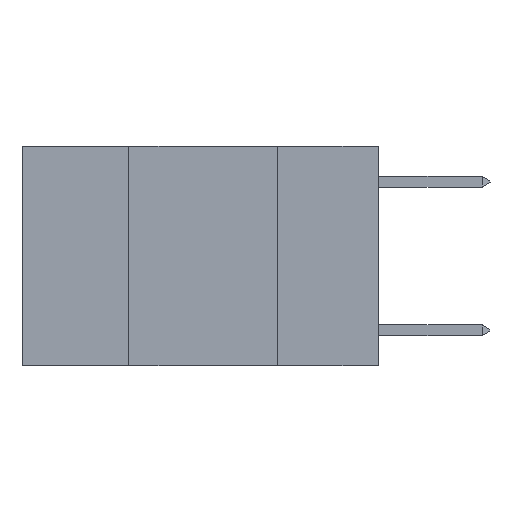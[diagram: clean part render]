
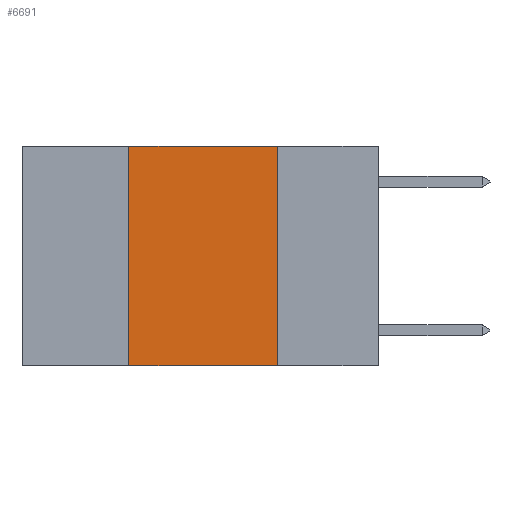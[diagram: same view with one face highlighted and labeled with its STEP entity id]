
A CAD part, left-side view. The second image highlights one B-rep face of the part: STEP entity #6691.
In plain terms, the highlighted planar face has unit normal (-1, 0, 0).
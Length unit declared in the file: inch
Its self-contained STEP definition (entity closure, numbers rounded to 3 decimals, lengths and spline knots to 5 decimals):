
#486 = DIRECTION ( 'NONE',  ( 0., 0., 1. ) ) ;
#783 = ORIENTED_EDGE ( 'NONE', *, *, #2329, .T. ) ;
#2284 = VERTEX_POINT ( 'NONE', #19018 ) ;
#2329 = EDGE_CURVE ( 'NONE', #2896, #15160, #14956, .T. ) ;
#2756 = CARTESIAN_POINT ( 'NONE',  ( 0., 0.6, 0. ) ) ;
#2896 = VERTEX_POINT ( 'NONE', #13644 ) ;
#3297 = DIRECTION ( 'NONE',  ( 1., 0., 0. ) ) ;
#3692 = LINE ( 'NONE', #18477, #6652 ) ;
#3771 = EDGE_LOOP ( 'NONE', ( #4240, #11709, #4762, #783 ) ) ;
#3819 = EDGE_CURVE ( 'NONE', #2896, #2284, #13592, .T. ) ;
#4240 = ORIENTED_EDGE ( 'NONE', *, *, #10051, .F. ) ;
#4762 = ORIENTED_EDGE ( 'NONE', *, *, #3819, .F. ) ;
#4915 = DIRECTION ( 'NONE',  ( 0., 0., -1. ) ) ;
#6330 = VECTOR ( 'NONE', #11689, 39.37008 ) ;
#6652 = VECTOR ( 'NONE', #4915, 39.37008 ) ;
#6691 = ADVANCED_FACE ( 'NONE', ( #18264 ), #10854, .F. ) ;
#7788 = CARTESIAN_POINT ( 'NONE',  ( 0., 0.6, 0. ) ) ;
#8641 = DIRECTION ( 'NONE',  ( 0., -1., 0. ) ) ;
#8783 = EDGE_CURVE ( 'NONE', #2284, #16811, #8929, .T. ) ;
#8808 = VECTOR ( 'NONE', #486, 39.37008 ) ;
#8929 = LINE ( 'NONE', #2756, #6330 ) ;
#10051 = EDGE_CURVE ( 'NONE', #16811, #15160, #3692, .T. ) ;
#10651 = DIRECTION ( 'NONE',  ( 0., 0., -1. ) ) ;
#10667 = CARTESIAN_POINT ( 'NONE',  ( 0., 0.17, 0. ) ) ;
#10854 = PLANE ( 'NONE',  #14446 ) ;
#11689 = DIRECTION ( 'NONE',  ( 0., -1., 0. ) ) ;
#11709 = ORIENTED_EDGE ( 'NONE', *, *, #8783, .F. ) ;
#13034 = CARTESIAN_POINT ( 'NONE',  ( 0., 0.17, -0.37 ) ) ;
#13592 = LINE ( 'NONE', #18521, #8808 ) ;
#13644 = CARTESIAN_POINT ( 'NONE',  ( 0., 0.42, -0.37 ) ) ;
#14446 = AXIS2_PLACEMENT_3D ( 'NONE', #7788, #3297, #10651 ) ;
#14956 = LINE ( 'NONE', #17626, #15337 ) ;
#15160 = VERTEX_POINT ( 'NONE', #13034 ) ;
#15337 = VECTOR ( 'NONE', #8641, 39.37008 ) ;
#16811 = VERTEX_POINT ( 'NONE', #10667 ) ;
#17626 = CARTESIAN_POINT ( 'NONE',  ( 0., 0.6, -0.37 ) ) ;
#18264 = FACE_OUTER_BOUND ( 'NONE', #3771, .T. ) ;
#18477 = CARTESIAN_POINT ( 'NONE',  ( 0., 0.17, 0. ) ) ;
#18521 = CARTESIAN_POINT ( 'NONE',  ( 0., 0.42, 0. ) ) ;
#19018 = CARTESIAN_POINT ( 'NONE',  ( 0., 0.42, 0. ) ) ;
